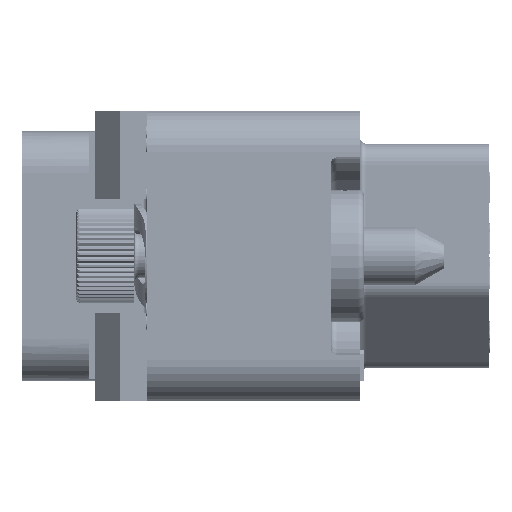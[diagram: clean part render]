
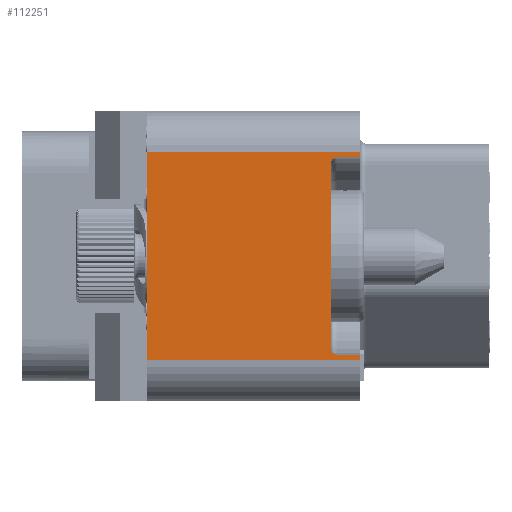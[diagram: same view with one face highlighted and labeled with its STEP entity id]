
A CAD part, left-side view. The second image highlights one B-rep face of the part: STEP entity #112251.
In plain terms, the highlighted planar face has unit normal (-1, 0, 0).
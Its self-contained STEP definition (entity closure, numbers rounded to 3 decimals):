
#2982=DIRECTION('',(0.,-1.,0.));
#2983=VECTOR('',#2982,10.25);
#2984=CARTESIAN_POINT('',(-40.,10.25,5.));
#2985=LINE('',#2984,#2983);
#2991=DIRECTION('',(0.,0.,1.));
#2992=VECTOR('',#2991,8.9);
#2993=CARTESIAN_POINT('',(-40.,1.4,-4.45));
#2994=LINE('',#2993,#2992);
#2995=DIRECTION('',(0.,1.,0.));
#2996=VECTOR('',#2995,1.1);
#2997=CARTESIAN_POINT('',(-40.,0.,-4.75));
#2998=LINE('',#2997,#2996);
#2999=DIRECTION('',(0.,0.,-1.));
#3000=VECTOR('',#2999,0.25);
#3001=CARTESIAN_POINT('',(-40.,0.,-4.75));
#3002=LINE('',#3001,#3000);
#3003=DIRECTION('',(0.,0.,-1.));
#3004=VECTOR('',#3003,0.25);
#3005=CARTESIAN_POINT('',(-40.,0.,5.));
#3006=LINE('',#3005,#3004);
#3007=DIRECTION('',(0.,1.,0.));
#3008=VECTOR('',#3007,1.1);
#3009=CARTESIAN_POINT('',(-40.,0.,4.75));
#3010=LINE('',#3009,#3008);
#3034=CARTESIAN_POINT('',(-40.,1.1,-4.45));
#3035=DIRECTION('',(1.,0.,0.));
#3036=DIRECTION('',(0.,0.,-1.));
#3037=AXIS2_PLACEMENT_3D('',#3034,#3035,#3036);
#3058=CARTESIAN_POINT('',(-40.,1.1,4.45));
#3059=DIRECTION('',(1.,0.,0.));
#3060=DIRECTION('',(0.,1.,0.));
#3061=AXIS2_PLACEMENT_3D('',#3058,#3059,#3060);
#3380=DIRECTION('',(0.,0.,-1.));
#3381=VECTOR('',#3380,10.);
#3382=CARTESIAN_POINT('',(-40.,10.25,5.));
#3383=LINE('',#3382,#3381);
#3921=DIRECTION('',(0.,1.,0.));
#3922=VECTOR('',#3921,10.25);
#3923=CARTESIAN_POINT('',(-40.,0.,-5.));
#3924=LINE('',#3923,#3922);
#89302=CARTESIAN_POINT('',(-40.,0.,5.));
#89303=VERTEX_POINT('',#89302);
#89304=CARTESIAN_POINT('',(-40.,10.25,5.));
#89305=VERTEX_POINT('',#89304);
#89310=CARTESIAN_POINT('',(-40.,10.25,-5.));
#89311=VERTEX_POINT('',#89310);
#89312=CARTESIAN_POINT('',(-40.,0.,-5.));
#89313=VERTEX_POINT('',#89312);
#89322=CARTESIAN_POINT('',(-40.,0.,-4.75));
#89324=VERTEX_POINT('',#89322);
#89328=CARTESIAN_POINT('',(-40.,0.,4.75));
#89329=VERTEX_POINT('',#89328);
#89539=CARTESIAN_POINT('',(-40.,1.4,-4.45));
#89541=VERTEX_POINT('',#89539);
#89543=CARTESIAN_POINT('',(-40.,1.1,-4.75));
#89545=VERTEX_POINT('',#89543);
#89550=CARTESIAN_POINT('',(-40.,1.4,4.45));
#89551=VERTEX_POINT('',#89550);
#89552=CARTESIAN_POINT('',(-40.,1.1,4.75));
#89553=VERTEX_POINT('',#89552);
#112227=CARTESIAN_POINT('',(-40.,0.,7.));
#112228=DIRECTION('',(-1.,0.,0.));
#112229=DIRECTION('',(0.,1.,0.));
#112230=AXIS2_PLACEMENT_3D('',#112227,#112228,#112229);
#112231=PLANE('',#112230);
#112233=ORIENTED_EDGE('',*,*,#112232,.F.);
#112235=ORIENTED_EDGE('',*,*,#112234,.F.);
#112237=ORIENTED_EDGE('',*,*,#112236,.F.);
#112238=ORIENTED_EDGE('',*,*,#112021,.T.);
#112240=ORIENTED_EDGE('',*,*,#112239,.T.);
#112242=ORIENTED_EDGE('',*,*,#112241,.F.);
#112243=ORIENTED_EDGE('',*,*,#112220,.T.);
#112244=ORIENTED_EDGE('',*,*,#112029,.T.);
#112246=ORIENTED_EDGE('',*,*,#112245,.T.);
#112248=ORIENTED_EDGE('',*,*,#112247,.F.);
#112249=EDGE_LOOP('',(#112233,#112235,#112237,#112238,#112240,#112242,#112243,
#112244,#112246,#112248));
#112250=FACE_OUTER_BOUND('',#112249,.F.);
#112251=ADVANCED_FACE('',(#112250),#112231,.T.);
#3038=CIRCLE('',#3037,0.3);
#3062=CIRCLE('',#3061,0.3);
#112021=EDGE_CURVE('',#89324,#89313,#3002,.T.);
#112029=EDGE_CURVE('',#89303,#89329,#3006,.T.);
#112220=EDGE_CURVE('',#89305,#89303,#2985,.T.);
#112232=EDGE_CURVE('',#89541,#89551,#2994,.T.);
#112234=EDGE_CURVE('',#89545,#89541,#3038,.T.);
#112236=EDGE_CURVE('',#89324,#89545,#2998,.T.);
#112239=EDGE_CURVE('',#89313,#89311,#3924,.T.);
#112241=EDGE_CURVE('',#89305,#89311,#3383,.T.);
#112245=EDGE_CURVE('',#89329,#89553,#3010,.T.);
#112247=EDGE_CURVE('',#89551,#89553,#3062,.T.);
